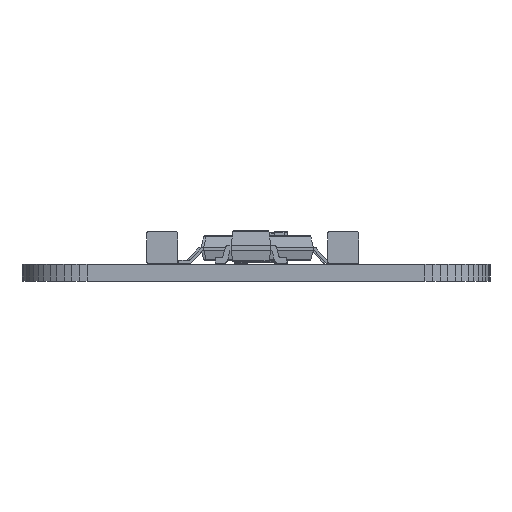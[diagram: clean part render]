
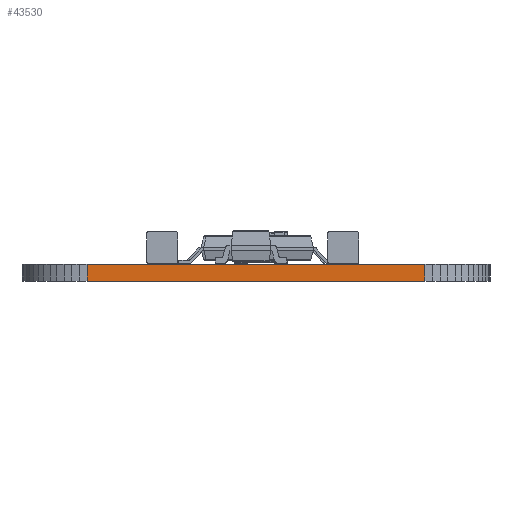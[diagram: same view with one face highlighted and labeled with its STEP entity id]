
A CAD part, front view. The second image highlights one B-rep face of the part: STEP entity #43530.
In plain terms, the highlighted planar face has unit normal (0, -1, 0).
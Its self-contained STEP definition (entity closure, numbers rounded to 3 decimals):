
#37729 = PLANE('',#37730);
#37730 = AXIS2_PLACEMENT_3D('',#37731,#37732,#37733);
#37731 = CARTESIAN_POINT('',(7.62,-13.97,0.68));
#37732 = DIRECTION('',(-0.,-0.,-1.));
#37733 = DIRECTION('',(-1.,0.,0.));
#37783 = PLANE('',#37784);
#37784 = AXIS2_PLACEMENT_3D('',#37785,#37786,#37787);
#37785 = CARTESIAN_POINT('',(7.62,-13.97,0.));
#37786 = DIRECTION('',(-0.,-0.,-1.));
#37787 = DIRECTION('',(-1.,0.,0.));
#38592 = VERTEX_POINT('',#38593);
#38593 = CARTESIAN_POINT('',(14.404,-30.554,0.));
#38607 = PLANE('',#38608);
#38608 = AXIS2_PLACEMENT_3D('',#38609,#38610,#38611);
#38609 = CARTESIAN_POINT('',(14.719,-30.535,0.));
#38610 = DIRECTION('',(0.06,-0.998,0.));
#38611 = DIRECTION('',(-0.998,-0.06,0.));
#38619 = EDGE_CURVE('',#38592,#38620,#38622,.T.);
#38620 = VERTEX_POINT('',#38621);
#38621 = CARTESIAN_POINT('',(0.836,-30.554,0.));
#38622 = SURFACE_CURVE('',#38623,(#38627,#38634),.PCURVE_S1.);
#38623 = LINE('',#38624,#38625);
#38624 = CARTESIAN_POINT('',(14.404,-30.554,0.));
#38625 = VECTOR('',#38626,1.);
#38626 = DIRECTION('',(-1.,0.,0.));
#38627 = PCURVE('',#37783,#38628);
#38628 = DEFINITIONAL_REPRESENTATION('',(#38629),#38633);
#38629 = LINE('',#38630,#38631);
#38630 = CARTESIAN_POINT('',(-6.784,-16.584));
#38631 = VECTOR('',#38632,1.);
#38632 = DIRECTION('',(1.,0.));
#38633 = ( GEOMETRIC_REPRESENTATION_CONTEXT(2) 
PARAMETRIC_REPRESENTATION_CONTEXT() REPRESENTATION_CONTEXT('2D SPACE',''
  ) );
#38634 = PCURVE('',#38635,#38640);
#38635 = PLANE('',#38636);
#38636 = AXIS2_PLACEMENT_3D('',#38637,#38638,#38639);
#38637 = CARTESIAN_POINT('',(14.404,-30.554,0.));
#38638 = DIRECTION('',(0.,-1.,0.));
#38639 = DIRECTION('',(-1.,0.,0.));
#38640 = DEFINITIONAL_REPRESENTATION('',(#38641),#38645);
#38641 = LINE('',#38642,#38643);
#38642 = CARTESIAN_POINT('',(0.,0.));
#38643 = VECTOR('',#38644,1.);
#38644 = DIRECTION('',(1.,0.));
#38645 = ( GEOMETRIC_REPRESENTATION_CONTEXT(2) 
PARAMETRIC_REPRESENTATION_CONTEXT() REPRESENTATION_CONTEXT('2D SPACE',''
  ) );
#38663 = PLANE('',#38664);
#38664 = AXIS2_PLACEMENT_3D('',#38665,#38666,#38667);
#38665 = CARTESIAN_POINT('',(0.836,-30.554,0.));
#38666 = DIRECTION('',(-0.06,-0.998,0.));
#38667 = DIRECTION('',(-0.998,0.06,0.));
#40800 = VERTEX_POINT('',#40801);
#40801 = CARTESIAN_POINT('',(14.404,-30.554,0.68));
#40822 = EDGE_CURVE('',#40800,#40823,#40825,.T.);
#40823 = VERTEX_POINT('',#40824);
#40824 = CARTESIAN_POINT('',(0.836,-30.554,0.68));
#40825 = SURFACE_CURVE('',#40826,(#40830,#40837),.PCURVE_S1.);
#40826 = LINE('',#40827,#40828);
#40827 = CARTESIAN_POINT('',(14.404,-30.554,0.68));
#40828 = VECTOR('',#40829,1.);
#40829 = DIRECTION('',(-1.,0.,0.));
#40830 = PCURVE('',#37729,#40831);
#40831 = DEFINITIONAL_REPRESENTATION('',(#40832),#40836);
#40832 = LINE('',#40833,#40834);
#40833 = CARTESIAN_POINT('',(-6.784,-16.584));
#40834 = VECTOR('',#40835,1.);
#40835 = DIRECTION('',(1.,0.));
#40836 = ( GEOMETRIC_REPRESENTATION_CONTEXT(2) 
PARAMETRIC_REPRESENTATION_CONTEXT() REPRESENTATION_CONTEXT('2D SPACE',''
  ) );
#40837 = PCURVE('',#38635,#40838);
#40838 = DEFINITIONAL_REPRESENTATION('',(#40839),#40843);
#40839 = LINE('',#40840,#40841);
#40840 = CARTESIAN_POINT('',(0.,-0.68));
#40841 = VECTOR('',#40842,1.);
#40842 = DIRECTION('',(1.,0.));
#40843 = ( GEOMETRIC_REPRESENTATION_CONTEXT(2) 
PARAMETRIC_REPRESENTATION_CONTEXT() REPRESENTATION_CONTEXT('2D SPACE',''
  ) );
#43482 = EDGE_CURVE('',#38592,#40800,#43483,.T.);
#43483 = SURFACE_CURVE('',#43484,(#43488,#43495),.PCURVE_S1.);
#43484 = LINE('',#43485,#43486);
#43485 = CARTESIAN_POINT('',(14.404,-30.554,0.));
#43486 = VECTOR('',#43487,1.);
#43487 = DIRECTION('',(0.,0.,1.));
#43488 = PCURVE('',#38607,#43489);
#43489 = DEFINITIONAL_REPRESENTATION('',(#43490),#43494);
#43490 = LINE('',#43491,#43492);
#43491 = CARTESIAN_POINT('',(0.316,0.));
#43492 = VECTOR('',#43493,1.);
#43493 = DIRECTION('',(0.,-1.));
#43494 = ( GEOMETRIC_REPRESENTATION_CONTEXT(2) 
PARAMETRIC_REPRESENTATION_CONTEXT() REPRESENTATION_CONTEXT('2D SPACE',''
  ) );
#43495 = PCURVE('',#38635,#43496);
#43496 = DEFINITIONAL_REPRESENTATION('',(#43497),#43501);
#43497 = LINE('',#43498,#43499);
#43498 = CARTESIAN_POINT('',(0.,0.));
#43499 = VECTOR('',#43500,1.);
#43500 = DIRECTION('',(0.,-1.));
#43501 = ( GEOMETRIC_REPRESENTATION_CONTEXT(2) 
PARAMETRIC_REPRESENTATION_CONTEXT() REPRESENTATION_CONTEXT('2D SPACE',''
  ) );
#43530 = ADVANCED_FACE('',(#43531),#38635,.T.);
#43531 = FACE_BOUND('',#43532,.T.);
#43532 = EDGE_LOOP('',(#43533,#43534,#43535,#43556));
#43533 = ORIENTED_EDGE('',*,*,#43482,.T.);
#43534 = ORIENTED_EDGE('',*,*,#40822,.T.);
#43535 = ORIENTED_EDGE('',*,*,#43536,.F.);
#43536 = EDGE_CURVE('',#38620,#40823,#43537,.T.);
#43537 = SURFACE_CURVE('',#43538,(#43542,#43549),.PCURVE_S1.);
#43538 = LINE('',#43539,#43540);
#43539 = CARTESIAN_POINT('',(0.836,-30.554,0.));
#43540 = VECTOR('',#43541,1.);
#43541 = DIRECTION('',(0.,0.,1.));
#43542 = PCURVE('',#38635,#43543);
#43543 = DEFINITIONAL_REPRESENTATION('',(#43544),#43548);
#43544 = LINE('',#43545,#43546);
#43545 = CARTESIAN_POINT('',(13.569,0.));
#43546 = VECTOR('',#43547,1.);
#43547 = DIRECTION('',(0.,-1.));
#43548 = ( GEOMETRIC_REPRESENTATION_CONTEXT(2) 
PARAMETRIC_REPRESENTATION_CONTEXT() REPRESENTATION_CONTEXT('2D SPACE',''
  ) );
#43549 = PCURVE('',#38663,#43550);
#43550 = DEFINITIONAL_REPRESENTATION('',(#43551),#43555);
#43551 = LINE('',#43552,#43553);
#43552 = CARTESIAN_POINT('',(0.,0.));
#43553 = VECTOR('',#43554,1.);
#43554 = DIRECTION('',(0.,-1.));
#43555 = ( GEOMETRIC_REPRESENTATION_CONTEXT(2) 
PARAMETRIC_REPRESENTATION_CONTEXT() REPRESENTATION_CONTEXT('2D SPACE',''
  ) );
#43556 = ORIENTED_EDGE('',*,*,#38619,.F.);
